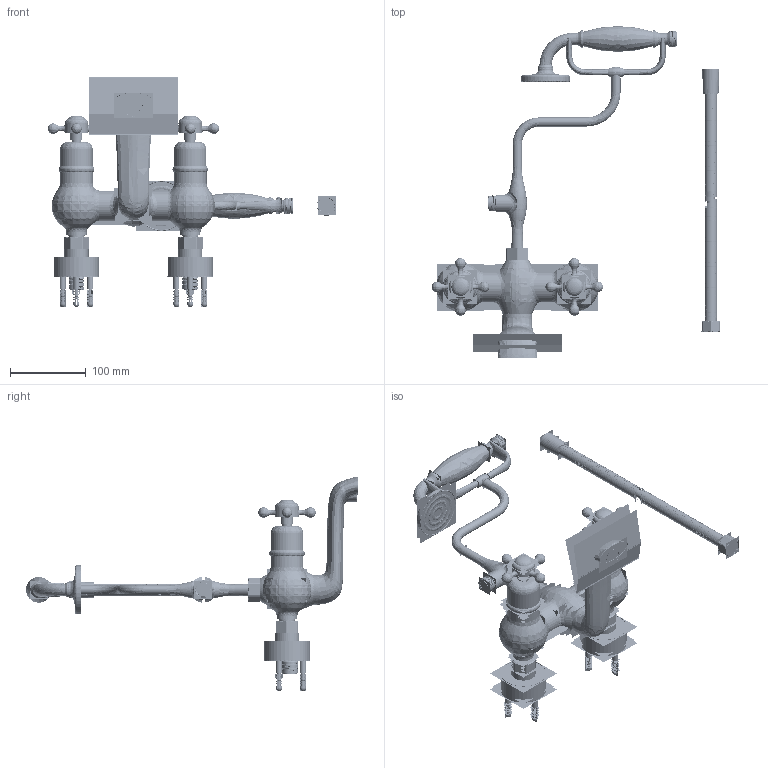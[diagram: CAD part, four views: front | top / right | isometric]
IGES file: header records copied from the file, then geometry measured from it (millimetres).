
Start section:  PTC IGES file: t2wb-sl2870-01.igs
Global section: file name: t2wb-sl2870-01.igs; native system: Creo Parametric by PTC Inc.; preprocessor: 2014500; author: Administrator; organization: Unknown; date: 20210702.142025; units: inch
Bounding box: 380.67 x 437.6 x 304.34 mm (x, y, z)
Surface area: 4141841.6 mm2 (no closed solid volume)
Topology: 0 solids, 0 shells, 11890 faces, 211170 edges, 278930 vertices
Faces by surface type: revolution 6658, bspline 5212, extrusion 20
